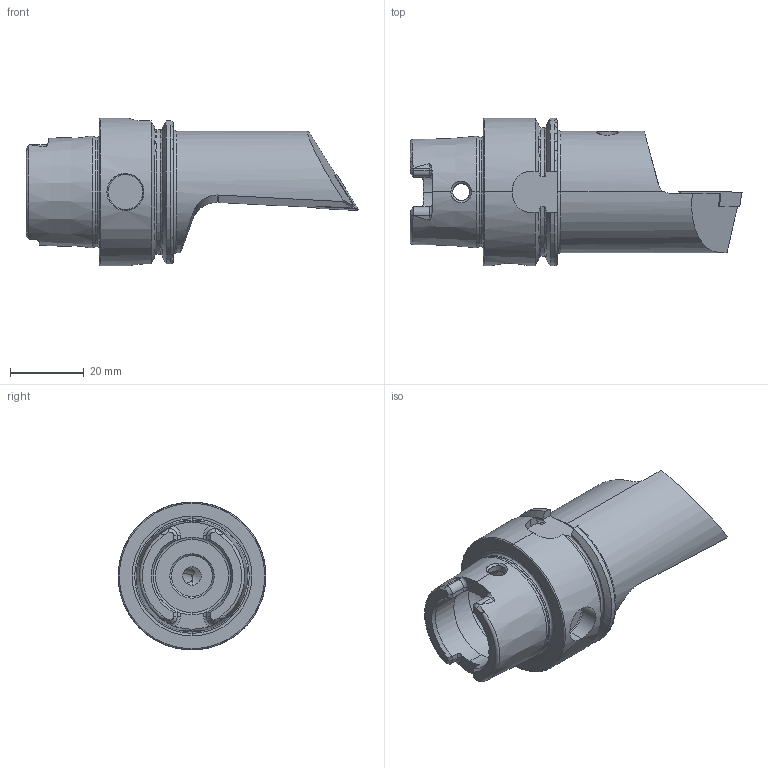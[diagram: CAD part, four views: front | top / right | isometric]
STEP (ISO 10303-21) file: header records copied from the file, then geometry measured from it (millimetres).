
FILE_DESCRIPTION (( 'STEP AP214' ), '1' );
FILE_NAME ('HA4.KDB.RJA.070.STEP', '2026-01-05T09:55:10', ( '' ), ( '' ), 'SwSTEP 2.0', 'SolidWorks 2022', '' );
FILE_SCHEMA (( 'AUTOMOTIVE_DESIGN' ));
Length unit declared in the file: millimetre
Products named in the file (5): KVT_MB_600_050; HA4.KDB.RJA.070; HA4-KDB.RJA.070_A_Fertigbearbeitung; DCMT11T304; WCB-ER2.001.009_A
Assembly tree (4 placements, depth 2):
  HA4.KDB.RJA.070
    HA4-KDB.RJA.070_A_Fertigbearbeitung
    WCB-ER2.001.009_A
    DCMT11T304
    KVT_MB_600_050
Bounding box: 89.91 x 40 x 40 mm (x, y, z)
Volume: 42957.7 mm3; surface area: 14265.7 mm2
Topology: 5 solids, 5 shells, 309 faces, 795 edges, 487 vertices
Faces by surface type: cylinder 89, plane 80, cone 77, torus 39, bspline 20, sphere 4
Entity records: 12414 total; most frequent: CARTESIAN_POINT 3893, ORIENTED_EDGE 1560, DIRECTION 1408, EDGE_CURVE 780, AXIS2_PLACEMENT_3D 563, VERTEX_POINT 484, EDGE_LOOP 322, ADVANCED_FACE 309
